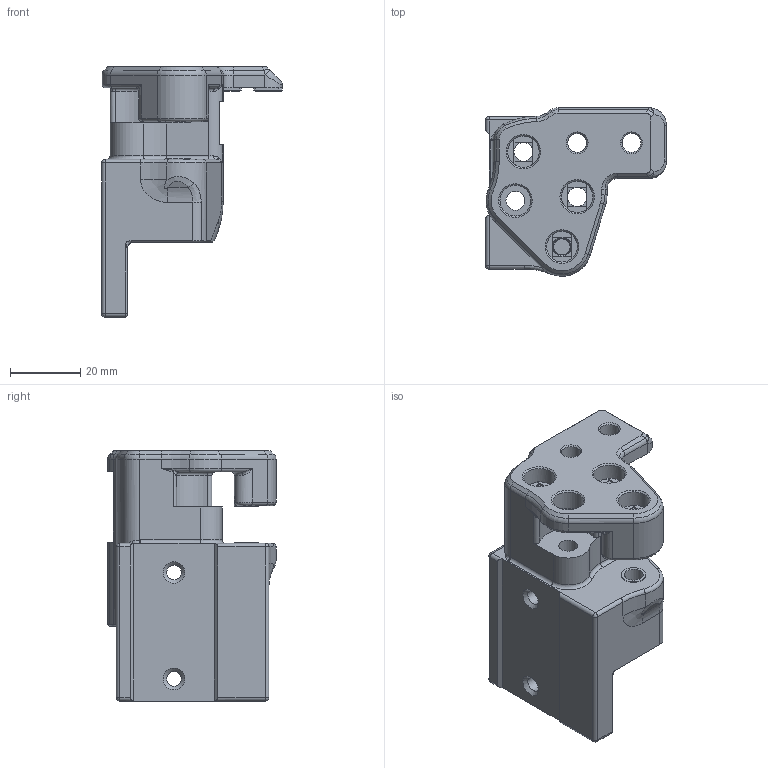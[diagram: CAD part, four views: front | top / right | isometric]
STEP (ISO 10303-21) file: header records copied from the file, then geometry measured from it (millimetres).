
FILE_DESCRIPTION(/* description */ ('Unknown'),/* implementation_level */ '2;1');
FILE_NAME(/* name */ 'Custom_XY_Joint_-_Left',/* time_stamp */ '2024-03-27T13:54:03+01:00',/* author */ ('Unknown'),/* organization */ ('Unknown'),/* preprocessor_version */ 'ST-DEVELOPER v19.4',/* originating_system */ 'Solid Edge',/* authorisation */ 'Unknown');
FILE_SCHEMA (('AUTOMOTIVE_DESIGN {1 0 10303 214 3 1 1}'));
Length unit declared in the file: millimetre
Products named in the file (1): Custom_XY_Joint_-_Left
Bounding box: 51.65 x 48.02 x 71.4 mm (x, y, z)
Volume: 54359.1 mm3; surface area: 18957.2 mm2
Topology: 1 solids, 1 shells, 443 faces, 1147 edges, 697 vertices
Faces by surface type: plane 199, cylinder 127, cone 49, torus 33, bspline 29, sphere 6
Full cylindrical faces by diameter (mm): 4.2 x2, 4.634 x8, 5.12 x8, 5.4 x8, 7 x2, 8 x1, 8.8 x2, 9 x2
Entity records: 16288 total; most frequent: CARTESIAN_POINT 5680, ORIENTED_EDGE 2260, DIRECTION 2153, EDGE_CURVE 1130, AXIS2_PLACEMENT_3D 763, VERTEX_POINT 693, LINE 627, VECTOR 627
